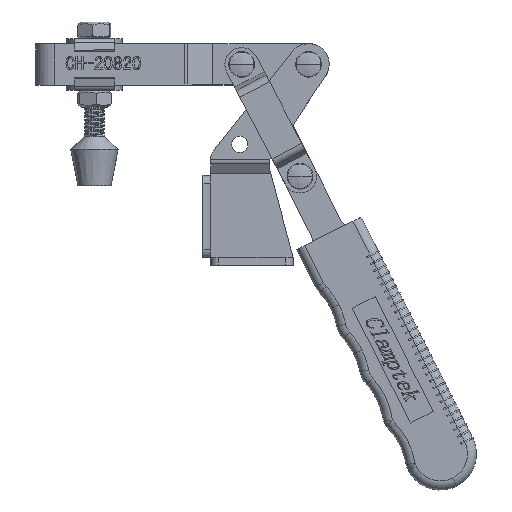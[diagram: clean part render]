
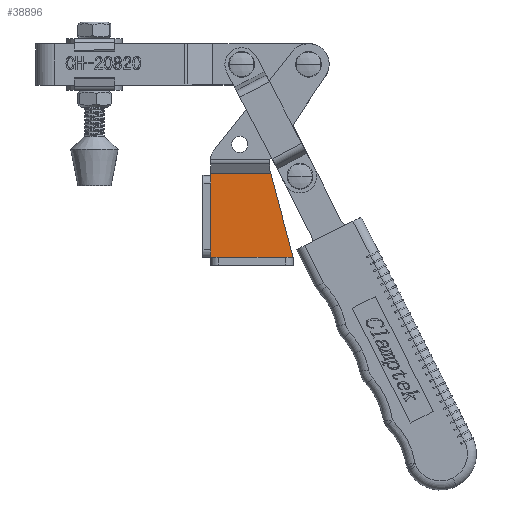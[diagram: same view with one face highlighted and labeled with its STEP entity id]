
A CAD part, top view. The second image highlights one B-rep face of the part: STEP entity #38896.
In plain terms, the highlighted planar face has unit normal (0, 0, 1).
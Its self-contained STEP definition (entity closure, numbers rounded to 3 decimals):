
#38387 = VERTEX_POINT ( 'NONE', #40153 ) ;
#38389 = EDGE_CURVE ( 'NONE', #38408, #38387, #40107, .T. ) ;
#38408 = VERTEX_POINT ( 'NONE', #40134 ) ;
#38522 = EDGE_CURVE ( 'NONE', #38527, #38529, #40418, .T. ) ;
#38527 = VERTEX_POINT ( 'NONE', #40422 ) ;
#38529 = VERTEX_POINT ( 'NONE', #40398 ) ;
#38751 = EDGE_CURVE ( 'NONE', #38527, #38408, #40842, .T. ) ;
#38884 = ORIENTED_EDGE ( 'NONE', *, *, #38522, .T. ) ;
#38890 = EDGE_CURVE ( 'NONE', #38529, #38387, #41070, .T. ) ;
#38892 = ORIENTED_EDGE ( 'NONE', *, *, #38890, .T. ) ;
#38896 = ADVANCED_FACE ( 'NONE', ( #41157 ), #41151, .T. ) ;
#38900 = ORIENTED_EDGE ( 'NONE', *, *, #38389, .F. ) ;
#38901 = ORIENTED_EDGE ( 'NONE', *, *, #38751, .F. ) ;
#38913 = EDGE_LOOP ( 'NONE', ( #38884, #38892, #38900, #38901 ) ) ;
#40102 = DIRECTION ( 'NONE',  ( 0., 1., 0. ) ) ;
#40103 = VECTOR ( 'NONE', #40102, 1000. ) ;
#40105 = CARTESIAN_POINT ( 'NONE',  ( 0., 3., 3. ) ) ;
#40107 = LINE ( 'NONE', #40105, #40103 ) ;
#40134 = CARTESIAN_POINT ( 'NONE',  ( 0., 3., 3. ) ) ;
#40153 = CARTESIAN_POINT ( 'NONE',  ( 0., 35.592, 3. ) ) ;
#40396 = DIRECTION ( 'NONE',  ( -0.257, 0.966, 0. ) ) ;
#40397 = VECTOR ( 'NONE', #40396, 1000. ) ;
#40398 = CARTESIAN_POINT ( 'NONE',  ( 23.328, 35.592, 3. ) ) ;
#40417 = CARTESIAN_POINT ( 'NONE',  ( 32., 3., 3. ) ) ;
#40418 = LINE ( 'NONE', #40417, #40397 ) ;
#40422 = CARTESIAN_POINT ( 'NONE',  ( 32., 3., 3. ) ) ;
#40841 = CARTESIAN_POINT ( 'NONE',  ( 46., 3., 3. ) ) ;
#40842 = LINE ( 'NONE', #40841, #40954 ) ;
#40952 = DIRECTION ( 'NONE',  ( -1., 0., 0. ) ) ;
#40954 = VECTOR ( 'NONE', #40952, 1000. ) ;
#41054 = DIRECTION ( 'NONE',  ( 0., 0., 1. ) ) ;
#41070 = LINE ( 'NONE', #41155, #41154 ) ;
#41138 = DIRECTION ( 'NONE',  ( 0., -1., 0. ) ) ;
#41151 = PLANE ( 'NONE',  #41182 ) ;
#41152 = DIRECTION ( 'NONE',  ( -1., 0., 0. ) ) ;
#41154 = VECTOR ( 'NONE', #41152, 1000. ) ;
#41155 = CARTESIAN_POINT ( 'NONE',  ( 46., 35.592, 3. ) ) ;
#41157 = FACE_OUTER_BOUND ( 'NONE', #38913, .T. ) ;
#41175 = CARTESIAN_POINT ( 'NONE',  ( 46., 3., 3. ) ) ;
#41182 = AXIS2_PLACEMENT_3D ( 'NONE', #41175, #41054, #41138 ) ;
